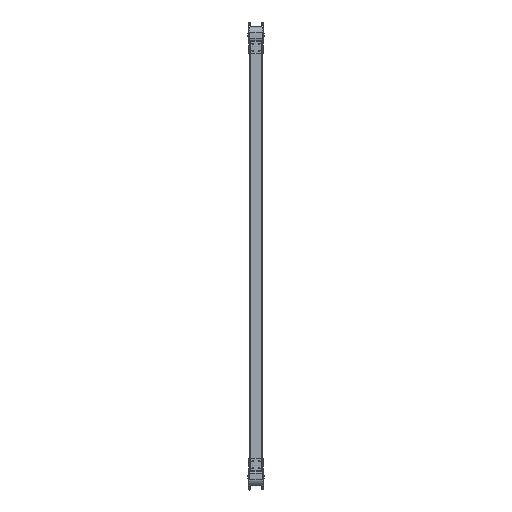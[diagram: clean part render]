
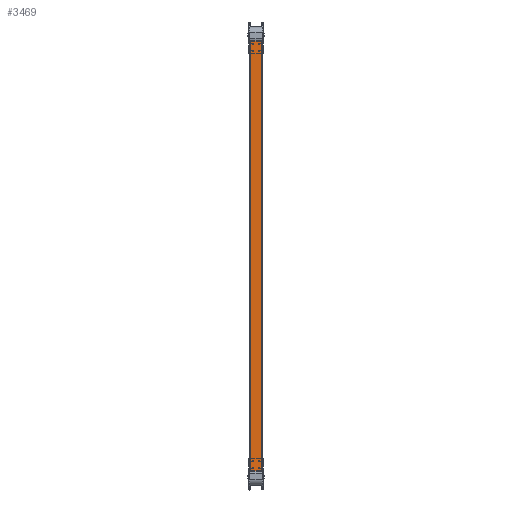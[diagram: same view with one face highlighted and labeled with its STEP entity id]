
A CAD part, front view. The second image highlights one B-rep face of the part: STEP entity #3469.
In plain terms, the highlighted face is planar.
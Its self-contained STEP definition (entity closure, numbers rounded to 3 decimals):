
#806=CIRCLE('',#3686,2.1);
#808=CIRCLE('',#3689,2.1);
#810=CIRCLE('',#3692,2.1);
#812=CIRCLE('',#3695,2.1);
#814=CIRCLE('',#3698,2.1);
#816=CIRCLE('',#3701,2.1);
#818=CIRCLE('',#3704,2.1);
#820=CIRCLE('',#3707,2.1);
#1117=VERTEX_POINT('',#5210);
#1119=VERTEX_POINT('',#5215);
#1121=VERTEX_POINT('',#5220);
#1123=VERTEX_POINT('',#5225);
#1125=VERTEX_POINT('',#5230);
#1127=VERTEX_POINT('',#5235);
#1129=VERTEX_POINT('',#5240);
#1131=VERTEX_POINT('',#5245);
#1141=VERTEX_POINT('',#5271);
#1142=VERTEX_POINT('',#5273);
#1153=VERTEX_POINT('',#5304);
#1154=VERTEX_POINT('',#5306);
#1427=VECTOR('',#4421,1.);
#1439=VECTOR('',#4448,1.);
#1441=VECTOR('',#4459,1.);
#1443=VECTOR('',#4462,1.);
#1715=LINE('',#5272,#1427);
#1727=LINE('',#5305,#1439);
#1729=LINE('',#5315,#1441);
#1731=LINE('',#5318,#1443);
#2079=EDGE_CURVE('',#1117,#1117,#806,.T.);
#2081=EDGE_CURVE('',#1119,#1119,#808,.T.);
#2083=EDGE_CURVE('',#1121,#1121,#810,.T.);
#2085=EDGE_CURVE('',#1123,#1123,#812,.T.);
#2087=EDGE_CURVE('',#1125,#1125,#814,.T.);
#2089=EDGE_CURVE('',#1127,#1127,#816,.T.);
#2091=EDGE_CURVE('',#1129,#1129,#818,.T.);
#2093=EDGE_CURVE('',#1131,#1131,#820,.T.);
#2106=EDGE_CURVE('',#1141,#1142,#1715,.T.);
#2122=EDGE_CURVE('',#1153,#1154,#1727,.T.);
#2127=EDGE_CURVE('',#1142,#1153,#1729,.T.);
#2129=EDGE_CURVE('',#1154,#1141,#1731,.T.);
#2903=ORIENTED_EDGE('',*,*,#2079,.T.);
#2904=ORIENTED_EDGE('',*,*,#2081,.T.);
#2905=ORIENTED_EDGE('',*,*,#2083,.T.);
#2906=ORIENTED_EDGE('',*,*,#2085,.T.);
#2907=ORIENTED_EDGE('',*,*,#2087,.T.);
#2908=ORIENTED_EDGE('',*,*,#2089,.T.);
#2909=ORIENTED_EDGE('',*,*,#2091,.T.);
#2910=ORIENTED_EDGE('',*,*,#2093,.T.);
#2911=ORIENTED_EDGE('',*,*,#2127,.F.);
#2912=ORIENTED_EDGE('',*,*,#2106,.F.);
#2913=ORIENTED_EDGE('',*,*,#2129,.F.);
#2914=ORIENTED_EDGE('',*,*,#2122,.F.);
#3109=EDGE_LOOP('',(#2903));
#3110=EDGE_LOOP('',(#2904));
#3111=EDGE_LOOP('',(#2905));
#3112=EDGE_LOOP('',(#2906));
#3113=EDGE_LOOP('',(#2907));
#3114=EDGE_LOOP('',(#2908));
#3115=EDGE_LOOP('',(#2909));
#3116=EDGE_LOOP('',(#2910));
#3117=EDGE_LOOP('',(#2911,#2912,#2913,#2914));
#3309=FACE_BOUND('',#3109,.T.);
#3310=FACE_BOUND('',#3110,.T.);
#3311=FACE_BOUND('',#3111,.T.);
#3312=FACE_BOUND('',#3112,.T.);
#3313=FACE_BOUND('',#3113,.T.);
#3314=FACE_BOUND('',#3114,.T.);
#3315=FACE_BOUND('',#3115,.T.);
#3316=FACE_BOUND('',#3116,.T.);
#3317=FACE_BOUND('',#3117,.T.);
#3469=ADVANCED_FACE('',(#3309,#3310,#3311,#3312,#3313,#3314,#3315,#3316,
#3317),#5425,.T.);
#3686=AXIS2_PLACEMENT_3D('',#5209,#4358,#4359);
#3689=AXIS2_PLACEMENT_3D('',#5214,#4364,#4365);
#3692=AXIS2_PLACEMENT_3D('',#5219,#4370,#4371);
#3695=AXIS2_PLACEMENT_3D('',#5224,#4376,#4377);
#3698=AXIS2_PLACEMENT_3D('',#5229,#4382,#4383);
#3701=AXIS2_PLACEMENT_3D('',#5234,#4388,#4389);
#3704=AXIS2_PLACEMENT_3D('',#5239,#4394,#4395);
#3707=AXIS2_PLACEMENT_3D('',#5244,#4400,#4401);
#3729=AXIS2_PLACEMENT_3D('',#5320,#4464,$);
#4358=DIRECTION('',(0.,-1.,0.));
#4359=DIRECTION('',(2.1,0.,0.));
#4364=DIRECTION('',(0.,-1.,0.));
#4365=DIRECTION('',(2.1,0.,0.));
#4370=DIRECTION('',(0.,-1.,0.));
#4371=DIRECTION('',(2.1,0.,0.));
#4376=DIRECTION('',(0.,-1.,0.));
#4377=DIRECTION('',(2.1,0.,0.));
#4382=DIRECTION('',(0.,-1.,0.));
#4383=DIRECTION('',(2.1,0.,0.));
#4388=DIRECTION('',(0.,-1.,0.));
#4389=DIRECTION('',(2.1,0.,0.));
#4394=DIRECTION('',(0.,-1.,0.));
#4395=DIRECTION('',(2.1,0.,0.));
#4400=DIRECTION('',(0.,-1.,0.));
#4401=DIRECTION('',(2.1,0.,0.));
#4421=DIRECTION('',(0.,0.,-1.));
#4448=DIRECTION('',(0.,0.,1.));
#4459=DIRECTION('',(1.,0.,0.));
#4462=DIRECTION('',(-1.,0.,0.));
#4464=DIRECTION('',(0.,1.,0.));
#5209=CARTESIAN_POINT('',(12.5,2.,739.16));
#5210=CARTESIAN_POINT('',(14.6,2.,739.16));
#5214=CARTESIAN_POINT('',(12.5,2.,-764.16));
#5215=CARTESIAN_POINT('',(14.6,2.,-764.16));
#5219=CARTESIAN_POINT('',(12.5,2.,-739.16));
#5220=CARTESIAN_POINT('',(14.6,2.,-739.16));
#5224=CARTESIAN_POINT('',(-12.5,2.,-739.16));
#5225=CARTESIAN_POINT('',(-10.4,2.,-739.16));
#5229=CARTESIAN_POINT('',(-12.5,2.,-764.16));
#5230=CARTESIAN_POINT('',(-10.4,2.,-764.16));
#5234=CARTESIAN_POINT('',(-12.5,2.,739.16));
#5235=CARTESIAN_POINT('',(-10.4,2.,739.16));
#5239=CARTESIAN_POINT('',(-12.5,2.,764.16));
#5240=CARTESIAN_POINT('',(-10.4,2.,764.16));
#5244=CARTESIAN_POINT('',(12.5,2.,764.16));
#5245=CARTESIAN_POINT('',(14.6,2.,764.16));
#5271=CARTESIAN_POINT('',(-19.5,2.,773.16));
#5272=CARTESIAN_POINT('',(-19.5,2.,-773.16));
#5273=CARTESIAN_POINT('',(-19.5,2.,-773.16));
#5304=CARTESIAN_POINT('',(19.5,2.,-773.16));
#5305=CARTESIAN_POINT('',(19.5,2.,773.16));
#5306=CARTESIAN_POINT('',(19.5,2.,773.16));
#5315=CARTESIAN_POINT('',(19.5,2.,-773.16));
#5318=CARTESIAN_POINT('',(-19.5,2.,773.16));
#5320=CARTESIAN_POINT('',(0.,2.,0.));
#5425=PLANE('',#3729);
